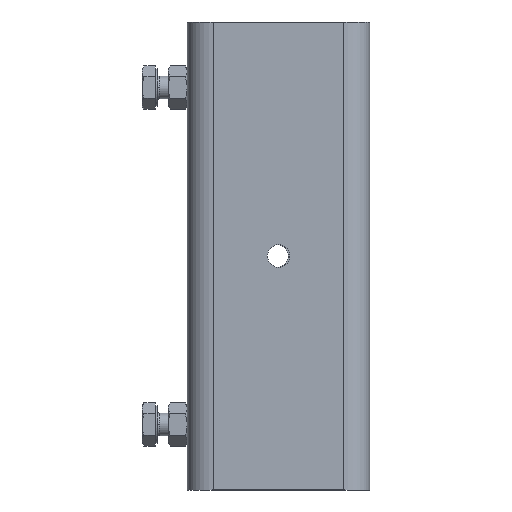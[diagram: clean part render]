
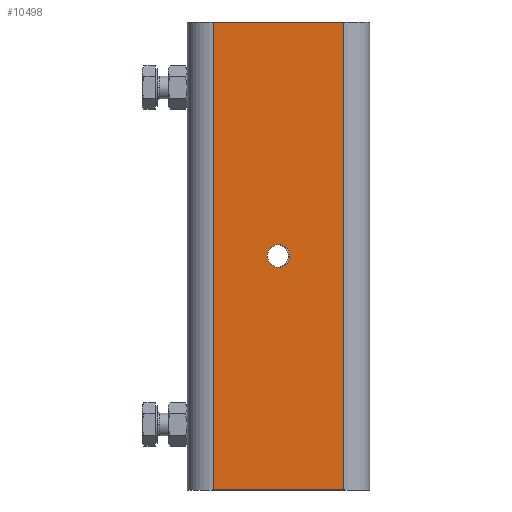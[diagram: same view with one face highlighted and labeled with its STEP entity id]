
A CAD part, left-side view. The second image highlights one B-rep face of the part: STEP entity #10498.
In plain terms, the highlighted planar face has unit normal (-1, 0, 0).
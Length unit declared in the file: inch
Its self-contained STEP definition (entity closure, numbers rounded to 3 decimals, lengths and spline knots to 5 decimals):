
#120 = CARTESIAN_POINT ( 'NONE',  ( -0.96654, 0.85066, -2.46063 ) ) ;
#264 = AXIS2_PLACEMENT_3D ( 'NONE', #2167, #5682, #6653 ) ;
#275 = EDGE_CURVE ( 'NONE', #803, #3107, #6416, .T. ) ;
#342 = VECTOR ( 'NONE', #3788, 39.37008 ) ;
#436 = VERTEX_POINT ( 'NONE', #2968 ) ;
#464 = ORIENTED_EDGE ( 'NONE', *, *, #5014, .F. ) ;
#589 = CARTESIAN_POINT ( 'NONE',  ( -0.96654, 0.85066, 2.46063 ) ) ;
#803 = VERTEX_POINT ( 'NONE', #6730 ) ;
#925 = CARTESIAN_POINT ( 'NONE',  ( -0.96654, 0.85066, 2.46063 ) ) ;
#1084 = VECTOR ( 'NONE', #8993, 39.37008 ) ;
#1504 = VECTOR ( 'NONE', #3651, 39.37008 ) ;
#1538 = CARTESIAN_POINT ( 'NONE',  ( -0.96654, -0.68504, 2.46063 ) ) ;
#1740 = PLANE ( 'NONE',  #4401 ) ;
#1752 = EDGE_CURVE ( 'NONE', #5718, #436, #5838, .T. ) ;
#2167 = CARTESIAN_POINT ( 'NONE',  ( -0.96654, -0.00224, 0. ) ) ;
#2894 = VERTEX_POINT ( 'NONE', #1538 ) ;
#2968 = CARTESIAN_POINT ( 'NONE',  ( -0.96654, -0.12035, 0. ) ) ;
#2985 = CARTESIAN_POINT ( 'NONE',  ( -0.96654, 0.68504, -2.46063 ) ) ;
#3107 = VERTEX_POINT ( 'NONE', #2985 ) ;
#3361 = DIRECTION ( 'NONE',  ( 0., 1., 0. ) ) ;
#3435 = FACE_OUTER_BOUND ( 'NONE', #8460, .T. ) ;
#3651 = DIRECTION ( 'NONE',  ( 0., 0., 1. ) ) ;
#3788 = DIRECTION ( 'NONE',  ( 0., 1., 0. ) ) ;
#3989 = ORIENTED_EDGE ( 'NONE', *, *, #7084, .F. ) ;
#4140 = CARTESIAN_POINT ( 'NONE',  ( -0.96654, 0.68504, 2.46063 ) ) ;
#4218 = ORIENTED_EDGE ( 'NONE', *, *, #275, .F. ) ;
#4233 = DIRECTION ( 'NONE',  ( -1., 0., 0. ) ) ;
#4401 = AXIS2_PLACEMENT_3D ( 'NONE', #925, #5314, #8103 ) ;
#5014 = EDGE_CURVE ( 'NONE', #3107, #6880, #5306, .T. ) ;
#5241 = CARTESIAN_POINT ( 'NONE',  ( -0.96654, -0.00224, 0. ) ) ;
#5306 = LINE ( 'NONE', #11563, #1504 ) ;
#5314 = DIRECTION ( 'NONE',  ( 1., 0., 0. ) ) ;
#5682 = DIRECTION ( 'NONE',  ( -1., 0., 0. ) ) ;
#5718 = VERTEX_POINT ( 'NONE', #8529 ) ;
#5838 = CIRCLE ( 'NONE', #11077, 0.11811 ) ;
#6416 = LINE ( 'NONE', #120, #342 ) ;
#6653 = DIRECTION ( 'NONE',  ( 0., 1., 0. ) ) ;
#6730 = CARTESIAN_POINT ( 'NONE',  ( -0.96654, -0.68504, -2.46063 ) ) ;
#6880 = VERTEX_POINT ( 'NONE', #4140 ) ;
#7084 = EDGE_CURVE ( 'NONE', #2894, #803, #8058, .T. ) ;
#7933 = FACE_BOUND ( 'NONE', #8499, .T. ) ;
#8058 = LINE ( 'NONE', #8878, #1084 ) ;
#8103 = DIRECTION ( 'NONE',  ( 0., 1., 0. ) ) ;
#8109 = ORIENTED_EDGE ( 'NONE', *, *, #1752, .F. ) ;
#8315 = CIRCLE ( 'NONE', #264, 0.11811 ) ;
#8336 = ORIENTED_EDGE ( 'NONE', *, *, #8968, .F. ) ;
#8460 = EDGE_LOOP ( 'NONE', ( #464, #4218, #3989, #10814 ) ) ;
#8499 = EDGE_LOOP ( 'NONE', ( #8109, #8336 ) ) ;
#8529 = CARTESIAN_POINT ( 'NONE',  ( -0.96654, 0.11587, 0. ) ) ;
#8641 = LINE ( 'NONE', #589, #9071 ) ;
#8878 = CARTESIAN_POINT ( 'NONE',  ( -0.96654, -0.68504, 2.46063 ) ) ;
#8968 = EDGE_CURVE ( 'NONE', #436, #5718, #8315, .T. ) ;
#8993 = DIRECTION ( 'NONE',  ( 0., 0., -1. ) ) ;
#9071 = VECTOR ( 'NONE', #10399, 39.37008 ) ;
#10399 = DIRECTION ( 'NONE',  ( 0., -1., 0. ) ) ;
#10498 = ADVANCED_FACE ( 'NONE', ( #3435, #7933 ), #1740, .F. ) ;
#10814 = ORIENTED_EDGE ( 'NONE', *, *, #11152, .F. ) ;
#11077 = AXIS2_PLACEMENT_3D ( 'NONE', #5241, #4233, #3361 ) ;
#11152 = EDGE_CURVE ( 'NONE', #6880, #2894, #8641, .T. ) ;
#11563 = CARTESIAN_POINT ( 'NONE',  ( -0.96654, 0.68504, 2.46063 ) ) ;
